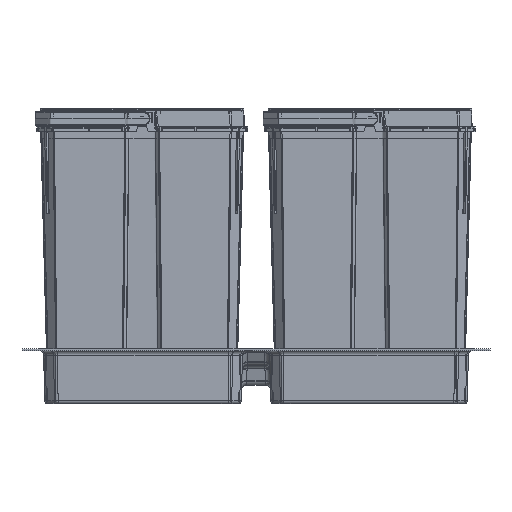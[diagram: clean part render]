
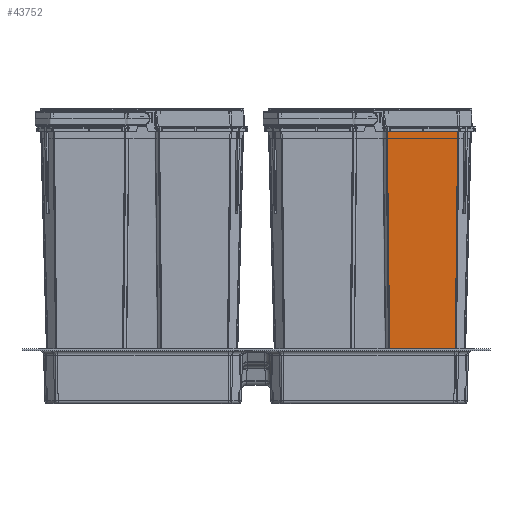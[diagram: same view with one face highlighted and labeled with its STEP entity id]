
A CAD part, front view. The second image highlights one B-rep face of the part: STEP entity #43752.
In plain terms, the highlighted face is planar.
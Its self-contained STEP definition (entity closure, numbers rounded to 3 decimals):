
#6209=FACE_OUTER_BOUND('',#8688,.T.);
#8688=EDGE_LOOP('',(#34183,#34184,#34185,#34186,#34187,#34188,#34189,#34190,
#34191,#34192,#34193,#34194,#34195));
#10797=LINE('',#121290,#14147);
#10801=LINE('',#121308,#14151);
#10879=LINE('',#121770,#14229);
#11074=LINE('',#122822,#14424);
#11076=LINE('',#122836,#14426);
#11108=LINE('',#123284,#14458);
#11508=LINE('',#124164,#14858);
#11512=LINE('',#124171,#14862);
#11517=LINE('',#124179,#14867);
#11521=LINE('',#124186,#14871);
#11523=LINE('',#124190,#14873);
#11677=LINE('',#124541,#15027);
#11679=LINE('',#124543,#15029);
#14147=VECTOR('',#53533,1000.);
#14151=VECTOR('',#53549,1000.);
#14229=VECTOR('',#53873,1000.);
#14424=VECTOR('',#54538,1000.);
#14426=VECTOR('',#54554,1000.);
#14458=VECTOR('',#54644,1000.);
#14858=VECTOR('',#55408,1000.);
#14862=VECTOR('',#55414,1000.);
#14867=VECTOR('',#55421,1000.);
#14871=VECTOR('',#55427,1000.);
#14873=VECTOR('',#55431,1000.);
#15027=VECTOR('',#55873,1000.);
#15029=VECTOR('',#55875,1000.);
#18093=VERTEX_POINT('',#121284);
#18095=VERTEX_POINT('',#121288);
#18101=VERTEX_POINT('',#121302);
#18103=VERTEX_POINT('',#121306);
#18233=VERTEX_POINT('',#121764);
#18235=VERTEX_POINT('',#121768);
#18463=VERTEX_POINT('',#122813);
#18465=VERTEX_POINT('',#122819);
#18471=VERTEX_POINT('',#122832);
#18699=VERTEX_POINT('',#124170);
#18701=VERTEX_POINT('',#124177);
#18703=VERTEX_POINT('',#124184);
#18704=VERTEX_POINT('',#124189);
#22849=EDGE_CURVE('',#18093,#18095,#10797,.T.);
#22857=EDGE_CURVE('',#18101,#18103,#10801,.T.);
#23019=EDGE_CURVE('',#18233,#18235,#10879,.T.);
#23364=EDGE_CURVE('',#18463,#18465,#11074,.T.);
#23371=EDGE_CURVE('',#18235,#18471,#11076,.T.);
#23420=EDGE_CURVE('',#18471,#18463,#11108,.T.);
#23876=EDGE_CURVE('',#18101,#18465,#11508,.T.);
#23880=EDGE_CURVE('',#18093,#18699,#11512,.T.);
#23885=EDGE_CURVE('',#18103,#18701,#11517,.T.);
#23889=EDGE_CURVE('',#18095,#18703,#11521,.T.);
#23891=EDGE_CURVE('',#18233,#18704,#11523,.T.);
#24073=EDGE_CURVE('',#18703,#18704,#11677,.T.);
#24075=EDGE_CURVE('',#18701,#18699,#11679,.T.);
#34183=ORIENTED_EDGE('',*,*,#23891,.F.);
#34184=ORIENTED_EDGE('',*,*,#23019,.T.);
#34185=ORIENTED_EDGE('',*,*,#23371,.T.);
#34186=ORIENTED_EDGE('',*,*,#23420,.T.);
#34187=ORIENTED_EDGE('',*,*,#23364,.T.);
#34188=ORIENTED_EDGE('',*,*,#23876,.F.);
#34189=ORIENTED_EDGE('',*,*,#22857,.T.);
#34190=ORIENTED_EDGE('',*,*,#23885,.T.);
#34191=ORIENTED_EDGE('',*,*,#24075,.T.);
#34192=ORIENTED_EDGE('',*,*,#23880,.F.);
#34193=ORIENTED_EDGE('',*,*,#22849,.T.);
#34194=ORIENTED_EDGE('',*,*,#23889,.T.);
#34195=ORIENTED_EDGE('',*,*,#24073,.T.);
#39380=PLANE('',#47447);
#43752=ADVANCED_FACE('',(#6209),#39380,.T.);
#47447=AXIS2_PLACEMENT_3D('',#124715,#56143,#56144);
#53533=DIRECTION('',(0.,-1.,0.));
#53549=DIRECTION('',(0.,-1.,0.));
#53873=DIRECTION('',(0.,-1.,0.));
#54538=DIRECTION('',(0.026,0.011,1.));
#54554=DIRECTION('',(-0.026,0.011,-1.));
#54644=DIRECTION('',(0.,1.,0.));
#55408=DIRECTION('',(-0.026,0.017,-1.));
#55414=DIRECTION('',(-0.026,0.026,-0.999));
#55421=DIRECTION('',(-0.026,-0.026,-0.999));
#55427=DIRECTION('',(-0.026,-0.026,-0.999));
#55431=DIRECTION('',(-0.026,0.026,-0.999));
#55873=DIRECTION('',(0.,-1.,0.));
#55875=DIRECTION('',(0.,-1.,0.));
#56143=DIRECTION('center_axis',(1.,0.,-0.026));
#56144=DIRECTION('ref_axis',(0.,-1.,0.));
#121284=CARTESIAN_POINT('',(142.798,53.479,277.305));
#121288=CARTESIAN_POINT('',(142.798,20.6,277.305));
#121290=CARTESIAN_POINT('',(142.798,19.,277.305));
#121302=CARTESIAN_POINT('',(142.798,89.045,277.305));
#121306=CARTESIAN_POINT('',(142.798,54.678,277.305));
#121308=CARTESIAN_POINT('',(142.798,19.,277.305));
#121764=CARTESIAN_POINT('',(142.798,19.4,277.305));
#121768=CARTESIAN_POINT('',(142.798,17.427,277.305));
#121770=CARTESIAN_POINT('',(142.798,19.,277.305));
#122813=CARTESIAN_POINT('',(135.574,86.081,1.461));
#122819=CARTESIAN_POINT('',(142.772,89.063,276.319));
#122822=CARTESIAN_POINT('',(137.481,86.871,74.264));
#122832=CARTESIAN_POINT('',(135.574,20.419,1.461));
#122836=CARTESIAN_POINT('',(135.574,20.419,1.467));
#123284=CARTESIAN_POINT('',(135.574,86.687,1.461));
#124164=CARTESIAN_POINT('',(137.534,92.562,76.286));
#124170=CARTESIAN_POINT('',(142.698,53.578,273.5));
#124171=CARTESIAN_POINT('',(137.527,58.749,76.04));
#124177=CARTESIAN_POINT('',(142.698,54.578,273.5));
#124179=CARTESIAN_POINT('',(137.479,49.36,74.206));
#124184=CARTESIAN_POINT('',(142.698,20.5,273.5));
#124186=CARTESIAN_POINT('',(137.503,15.305,75.097));
#124189=CARTESIAN_POINT('',(142.698,19.5,273.5));
#124190=CARTESIAN_POINT('',(137.504,24.694,75.149));
#124541=CARTESIAN_POINT('',(142.698,19.,273.5));
#124543=CARTESIAN_POINT('',(142.698,19.,273.5));
#124715=CARTESIAN_POINT('Origin',(137.5,19.,75.));
